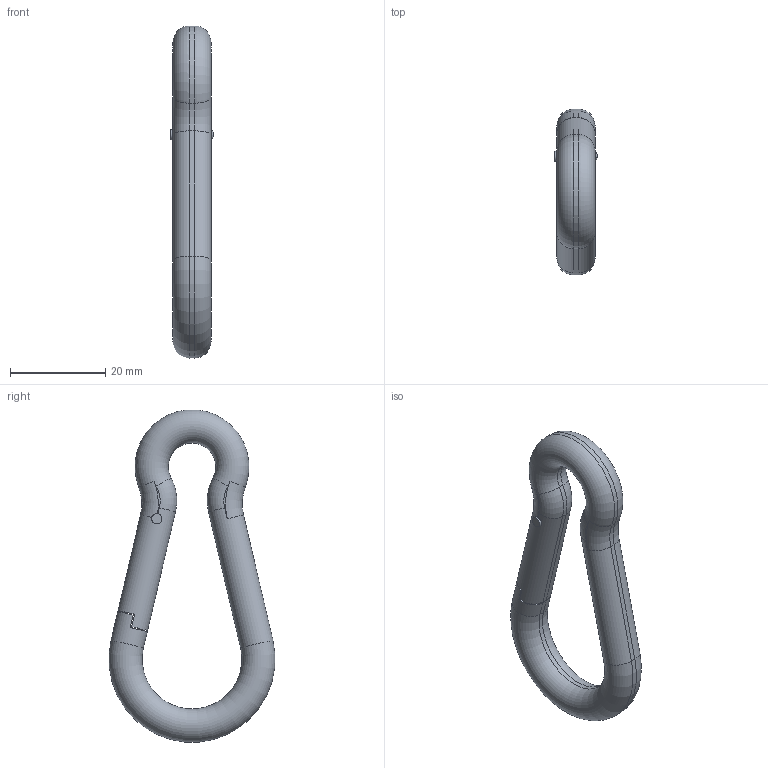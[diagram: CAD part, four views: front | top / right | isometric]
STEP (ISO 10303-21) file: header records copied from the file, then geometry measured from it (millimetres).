
FILE_DESCRIPTION(/* description */ (''),/* implementation_level */ '2;1');
FILE_NAME(/* name */ '11473_KriTec_Karabinerhaken_FW_DIN_5299_C_70x7.stp',/* time_stamp */ '2015-01-29T15:15:14+01:00',/* author */ ('kostic'),/* organization */ (''),/* preprocessor_version */ 'ST-DEVELOPER v15.2',/* originating_system */ 'Autodesk Inventor 2014',/* authorisation */ '');
FILE_SCHEMA (('AUTOMOTIVE_DESIGN { 1 0 10303 214 3 1 1 }'));
Length unit declared in the file: millimetre
Products named in the file (1): 11473_KriTec_Karabinerhaken_FW_DIN_5299_C_70x7
Bounding box: 9 x 34.94 x 69.89 mm (x, y, z)
Volume: 7007.1 mm3; surface area: 3827.6 mm2
Topology: 1 solids, 1 shells, 48 faces, 111 edges, 65 vertices
Faces by surface type: plane 18, cylinder 15, torus 12, bspline 3
Full cylindrical faces by diameter (mm): 2.17 x1
Entity records: 1694 total; most frequent: CARTESIAN_POINT 569, DIRECTION 258, ORIENTED_EDGE 218, EDGE_CURVE 109, AXIS2_PLACEMENT_3D 109, VERTEX_POINT 64, CIRCLE 63, EDGE_LOOP 49
